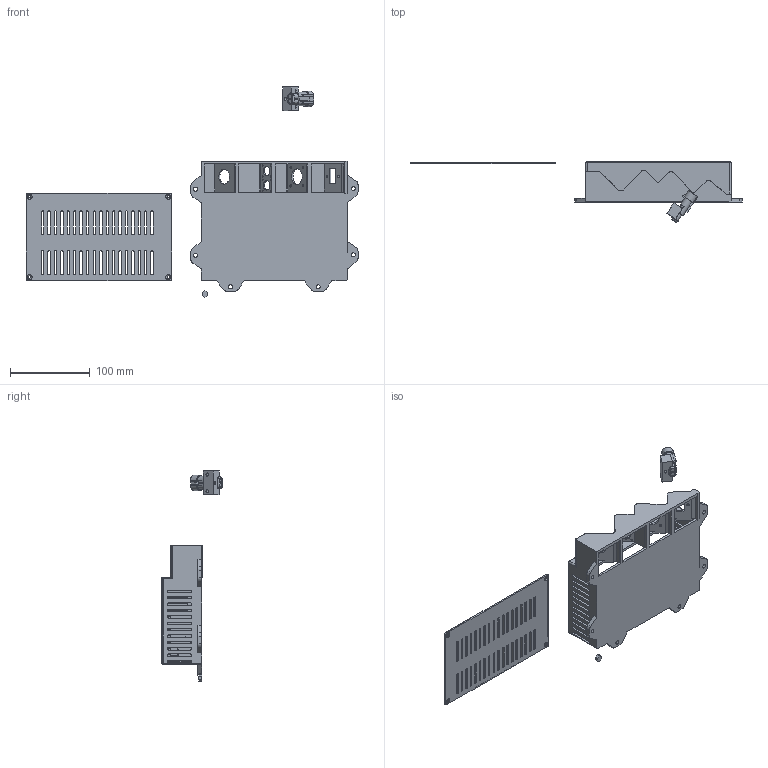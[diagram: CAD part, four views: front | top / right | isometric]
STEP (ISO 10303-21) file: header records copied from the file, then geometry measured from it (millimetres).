
FILE_DESCRIPTION(/* description */ ('','CAx-IF Rec.Pracs.---Representation and Presentation of Product Manufacturing Information (PMI)---4.0---2014-10-13'),/* implementation_level */ '2;1');
FILE_NAME(/* name */ 'PyPilot_Gehuse2024 v9.step',/* time_stamp */ '2025-02-05T12:46:52+01:00',/* author */ (''),/* organization */ (''),/* preprocessor_version */ 'ST-DEVELOPER v20',/* originating_system */ 'Autodesk Translation Framework v13.20.0.188',/* authorisation */ '');
FILE_SCHEMA (('AP242_MANAGED_MODEL_BASED_3D_ENGINEERING_MIM_LF { 1 0 10303 442 1 1 4 }'));
Length unit declared in the file: millimetre
Products named in the file (5): PyPilot_Gehäuse2024; M4-Mutter; Komponente1; AmpSuperseal2fach; 17c1660_282104-1
Assembly tree (4 placements, depth 3):
  PyPilot_Gehäuse2024
    M4-Mutter
      Komponente1
    AmpSuperseal2fach
      17c1660_282104-1
Bounding box: 416.39 x 77 x 263.54 mm (x, y, z)
Volume: 342141.7 mm3; surface area: 217466.4 mm2
Topology: 7 solids, 7 shells, 1087 faces, 3123 edges, 2075 vertices
Faces by surface type: plane 647, cylinder 419, cone 15, bspline 3, torus 2, other 1
Full cylindrical faces by diameter (mm): 1.85 x7, 1.86 x1, 2.2 x8, 2.3 x2, 2.5 x4, 3 x8, 3.3 x2, 3.4 x5, 4 x2, 5 x6, 5.5 x2, 11.8 x2, 19 x1, 20 x1
Entity records: 36609 total; most frequent: CARTESIAN_POINT 6679, ORIENTED_EDGE 6246, DIRECTION 6178, EDGE_CURVE 3123, LINE 2208, VECTOR 2208, VERTEX_POINT 2075, AXIS2_PLACEMENT_3D 1985
